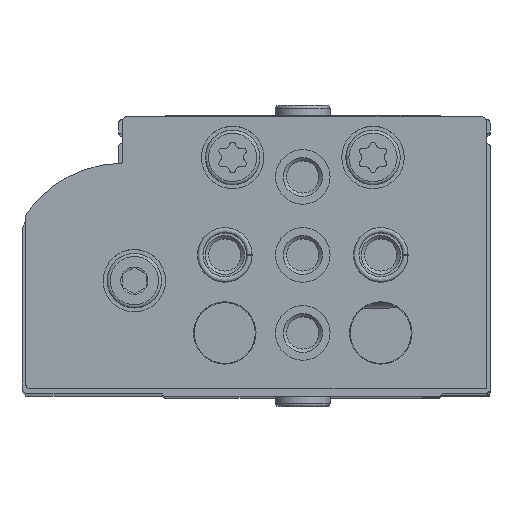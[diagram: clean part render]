
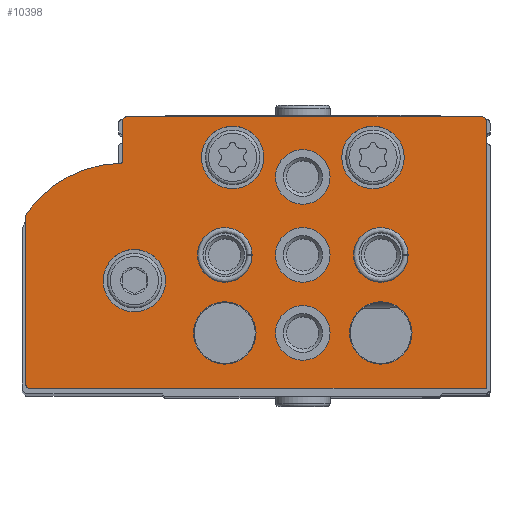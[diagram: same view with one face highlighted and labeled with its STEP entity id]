
A CAD part, top view. The second image highlights one B-rep face of the part: STEP entity #10398.
In plain terms, the highlighted face is planar.
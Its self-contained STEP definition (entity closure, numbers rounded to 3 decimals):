
#1067=LINE('',#17673,#1846);
#1069=LINE('',#17677,#1848);
#1072=LINE('',#17685,#1851);
#1077=LINE('',#17701,#1856);
#1080=LINE('',#17709,#1859);
#1846=VECTOR('',#14305,1000.);
#1848=VECTOR('',#14309,1000.);
#1851=VECTOR('',#14318,1000.);
#1856=VECTOR('',#14337,1000.);
#1859=VECTOR('',#14346,1000.);
#4002=ORIENTED_EDGE('',*,*,#5847,.T.);
#4003=ORIENTED_EDGE('',*,*,#5848,.T.);
#4004=ORIENTED_EDGE('',*,*,#5849,.T.);
#4005=ORIENTED_EDGE('',*,*,#5850,.T.);
#4006=ORIENTED_EDGE('',*,*,#5851,.T.);
#4007=ORIENTED_EDGE('',*,*,#5852,.T.);
#4008=ORIENTED_EDGE('',*,*,#5853,.T.);
#4009=ORIENTED_EDGE('',*,*,#5854,.T.);
#4010=ORIENTED_EDGE('',*,*,#5855,.T.);
#4011=ORIENTED_EDGE('',*,*,#5856,.T.);
#4012=ORIENTED_EDGE('',*,*,#5824,.F.);
#4013=ORIENTED_EDGE('',*,*,#5845,.F.);
#4014=ORIENTED_EDGE('',*,*,#5843,.F.);
#4015=ORIENTED_EDGE('',*,*,#5841,.F.);
#4016=ORIENTED_EDGE('',*,*,#5839,.T.);
#4017=ORIENTED_EDGE('',*,*,#5837,.F.);
#4018=ORIENTED_EDGE('',*,*,#5835,.F.);
#4019=ORIENTED_EDGE('',*,*,#5833,.F.);
#4020=ORIENTED_EDGE('',*,*,#5831,.F.);
#4021=ORIENTED_EDGE('',*,*,#5829,.F.);
#4022=ORIENTED_EDGE('',*,*,#5827,.F.);
#5824=EDGE_CURVE('',#6958,#6959,#7590,.T.);
#5827=EDGE_CURVE('',#6959,#6960,#1067,.T.);
#5829=EDGE_CURVE('',#6960,#6961,#1069,.T.);
#5831=EDGE_CURVE('',#6961,#6962,#7591,.T.);
#5833=EDGE_CURVE('',#6962,#6963,#1072,.T.);
#5835=EDGE_CURVE('',#6963,#6964,#7592,.T.);
#5837=EDGE_CURVE('',#6964,#6965,#7593,.T.);
#5839=EDGE_CURVE('',#6966,#6965,#7594,.T.);
#5841=EDGE_CURVE('',#6966,#6967,#1077,.T.);
#5843=EDGE_CURVE('',#6967,#6968,#7595,.T.);
#5845=EDGE_CURVE('',#6968,#6958,#1080,.T.);
#5847=EDGE_CURVE('',#6969,#6969,#7596,.T.);
#5848=EDGE_CURVE('',#6970,#6970,#7597,.T.);
#5849=EDGE_CURVE('',#6971,#6971,#7598,.T.);
#5850=EDGE_CURVE('',#6972,#6972,#7599,.T.);
#5851=EDGE_CURVE('',#6973,#6973,#7600,.T.);
#5852=EDGE_CURVE('',#6974,#6974,#7601,.T.);
#5853=EDGE_CURVE('',#6975,#6975,#7602,.T.);
#5854=EDGE_CURVE('',#6976,#6976,#7603,.T.);
#5855=EDGE_CURVE('',#6977,#6977,#7604,.T.);
#5856=EDGE_CURVE('',#6978,#6978,#7605,.T.);
#6958=VERTEX_POINT('',#17668);
#6959=VERTEX_POINT('',#17669);
#6960=VERTEX_POINT('',#17674);
#6961=VERTEX_POINT('',#17678);
#6962=VERTEX_POINT('',#17682);
#6963=VERTEX_POINT('',#17686);
#6964=VERTEX_POINT('',#17690);
#6965=VERTEX_POINT('',#17694);
#6966=VERTEX_POINT('',#17698);
#6967=VERTEX_POINT('',#17702);
#6968=VERTEX_POINT('',#17706);
#6969=VERTEX_POINT('',#17713);
#6970=VERTEX_POINT('',#17715);
#6971=VERTEX_POINT('',#17717);
#6972=VERTEX_POINT('',#17719);
#6973=VERTEX_POINT('',#17721);
#6974=VERTEX_POINT('',#17723);
#6975=VERTEX_POINT('',#17725);
#6976=VERTEX_POINT('',#17727);
#6977=VERTEX_POINT('',#17729);
#6978=VERTEX_POINT('',#17731);
#7590=CIRCLE('',#11691,0.5);
#7591=CIRCLE('',#11695,0.5);
#7592=CIRCLE('',#11698,1.);
#7593=CIRCLE('',#11700,15.);
#7594=CIRCLE('',#11702,0.3);
#7595=CIRCLE('',#11705,0.5);
#7596=CIRCLE('',#11708,4.);
#7597=CIRCLE('',#11709,4.);
#7598=CIRCLE('',#11710,4.);
#7599=CIRCLE('',#11711,3.5);
#7600=CIRCLE('',#11712,3.5);
#7601=CIRCLE('',#11713,3.5);
#7602=CIRCLE('',#11714,3.5);
#7603=CIRCLE('',#11715,3.5);
#7604=CIRCLE('',#11716,4.);
#7605=CIRCLE('',#11717,4.);
#8384=EDGE_LOOP('',(#4002));
#8385=EDGE_LOOP('',(#4003));
#8386=EDGE_LOOP('',(#4004));
#8387=EDGE_LOOP('',(#4005));
#8388=EDGE_LOOP('',(#4006));
#8389=EDGE_LOOP('',(#4007));
#8390=EDGE_LOOP('',(#4008));
#8391=EDGE_LOOP('',(#4009));
#8392=EDGE_LOOP('',(#4010));
#8393=EDGE_LOOP('',(#4011));
#8394=EDGE_LOOP('',(#4012,#4013,#4014,#4015,#4016,#4017,#4018,#4019,#4020,
#4021,#4022));
#9323=FACE_BOUND('',#8384,.T.);
#9324=FACE_BOUND('',#8385,.T.);
#9325=FACE_BOUND('',#8386,.T.);
#9326=FACE_BOUND('',#8387,.T.);
#9327=FACE_BOUND('',#8388,.T.);
#9328=FACE_BOUND('',#8389,.T.);
#9329=FACE_BOUND('',#8390,.T.);
#9330=FACE_BOUND('',#8391,.T.);
#9331=FACE_BOUND('',#8392,.T.);
#9332=FACE_BOUND('',#8393,.T.);
#9333=FACE_BOUND('',#8394,.T.);
#9893=PLANE('',#11707);
#10398=ADVANCED_FACE('',(#9323,#9324,#9325,#9326,#9327,#9328,#9329,#9330,
#9331,#9332,#9333),#9893,.F.);
#11691=AXIS2_PLACEMENT_3D('',#17667,#14299,#14300);
#11695=AXIS2_PLACEMENT_3D('',#17681,#14313,#14314);
#11698=AXIS2_PLACEMENT_3D('',#17689,#14322,#14323);
#11700=AXIS2_PLACEMENT_3D('',#17693,#14327,#14328);
#11702=AXIS2_PLACEMENT_3D('',#17697,#14332,#14333);
#11705=AXIS2_PLACEMENT_3D('',#17705,#14341,#14342);
#11707=AXIS2_PLACEMENT_3D('',#17711,#14348,#14349);
#11708=AXIS2_PLACEMENT_3D('',#17712,#14350,#14351);
#11709=AXIS2_PLACEMENT_3D('',#17714,#14352,#14353);
#11710=AXIS2_PLACEMENT_3D('',#17716,#14354,#14355);
#11711=AXIS2_PLACEMENT_3D('',#17718,#14356,#14357);
#11712=AXIS2_PLACEMENT_3D('',#17720,#14358,#14359);
#11713=AXIS2_PLACEMENT_3D('',#17722,#14360,#14361);
#11714=AXIS2_PLACEMENT_3D('',#17724,#14362,#14363);
#11715=AXIS2_PLACEMENT_3D('',#17726,#14364,#14365);
#11716=AXIS2_PLACEMENT_3D('',#17728,#14366,#14367);
#11717=AXIS2_PLACEMENT_3D('',#17730,#14368,#14369);
#14299=DIRECTION('',(0.,0.,1.));
#14300=DIRECTION('',(1.,0.,0.));
#14305=DIRECTION('',(0.,-1.,0.));
#14309=DIRECTION('',(1.,0.,0.));
#14313=DIRECTION('',(0.,0.,1.));
#14314=DIRECTION('',(1.,0.,0.));
#14318=DIRECTION('',(0.,1.,0.));
#14322=DIRECTION('',(0.,0.,1.));
#14323=DIRECTION('',(1.,0.,0.));
#14327=DIRECTION('',(0.,0.,1.));
#14328=DIRECTION('',(1.,0.,0.));
#14332=DIRECTION('',(0.,0.,1.));
#14333=DIRECTION('',(1.,0.,0.));
#14337=DIRECTION('',(0.,1.,0.));
#14341=DIRECTION('',(0.,0.,1.));
#14342=DIRECTION('',(1.,0.,0.));
#14346=DIRECTION('',(-1.,0.,0.));
#14348=DIRECTION('',(0.,0.,1.));
#14349=DIRECTION('',(1.,0.,0.));
#14350=DIRECTION('',(0.,0.,1.));
#14351=DIRECTION('',(1.,0.,0.));
#14352=DIRECTION('',(0.,0.,1.));
#14353=DIRECTION('',(1.,0.,0.));
#14354=DIRECTION('',(0.,0.,1.));
#14355=DIRECTION('',(1.,0.,0.));
#14356=DIRECTION('',(0.,0.,1.));
#14357=DIRECTION('',(1.,0.,0.));
#14358=DIRECTION('',(0.,0.,1.));
#14359=DIRECTION('',(1.,0.,0.));
#14360=DIRECTION('',(0.,0.,1.));
#14361=DIRECTION('',(1.,0.,0.));
#14362=DIRECTION('',(0.,0.,1.));
#14363=DIRECTION('',(1.,0.,0.));
#14364=DIRECTION('',(0.,0.,1.));
#14365=DIRECTION('',(1.,0.,0.));
#14366=DIRECTION('',(0.,0.,1.));
#14367=DIRECTION('',(1.,0.,0.));
#14368=DIRECTION('',(0.,0.,1.));
#14369=DIRECTION('',(1.,0.,0.));
#17667=CARTESIAN_POINT('',(0.5,34.3,0.));
#17668=CARTESIAN_POINT('',(0.5,34.8,0.));
#17669=CARTESIAN_POINT('',(0.,34.3,0.));
#17673=CARTESIAN_POINT('',(0.,34.3,0.));
#17674=CARTESIAN_POINT('',(0.,0.,0.));
#17677=CARTESIAN_POINT('',(0.,0.,0.));
#17678=CARTESIAN_POINT('',(58.5,0.,0.));
#17681=CARTESIAN_POINT('',(58.5,0.5,0.));
#17682=CARTESIAN_POINT('',(59.,0.5,0.));
#17685=CARTESIAN_POINT('',(59.,0.5,0.));
#17686=CARTESIAN_POINT('',(59.,21.976,0.));
#17689=CARTESIAN_POINT('',(58.,21.976,0.));
#17690=CARTESIAN_POINT('',(58.814,22.557,0.));
#17693=CARTESIAN_POINT('',(46.6,13.85,0.));
#17694=CARTESIAN_POINT('',(46.894,28.847,0.));
#17697=CARTESIAN_POINT('',(46.9,29.147,0.));
#17698=CARTESIAN_POINT('',(46.6,29.147,0.));
#17701=CARTESIAN_POINT('',(46.6,29.147,0.));
#17702=CARTESIAN_POINT('',(46.6,34.3,0.));
#17705=CARTESIAN_POINT('',(46.1,34.3,0.));
#17706=CARTESIAN_POINT('',(46.1,34.8,0.));
#17709=CARTESIAN_POINT('',(46.1,34.8,0.));
#17711=CARTESIAN_POINT('',(0.5,34.3,0.));
#17712=CARTESIAN_POINT('',(45.1,13.8,0.));
#17713=CARTESIAN_POINT('',(49.1,13.8,0.));
#17714=CARTESIAN_POINT('',(32.5,29.6,0.));
#17715=CARTESIAN_POINT('',(36.5,29.6,0.));
#17716=CARTESIAN_POINT('',(14.5,29.6,0.));
#17717=CARTESIAN_POINT('',(18.5,29.6,0.));
#17718=CARTESIAN_POINT('',(23.5,27.1,0.));
#17719=CARTESIAN_POINT('',(27.,27.1,0.));
#17720=CARTESIAN_POINT('',(33.5,17.1,0.));
#17721=CARTESIAN_POINT('',(37.,17.1,0.));
#17722=CARTESIAN_POINT('',(23.5,17.1,0.));
#17723=CARTESIAN_POINT('',(27.,17.1,0.));
#17724=CARTESIAN_POINT('',(13.5,17.1,0.));
#17725=CARTESIAN_POINT('',(17.,17.1,0.));
#17726=CARTESIAN_POINT('',(23.5,7.1,0.));
#17727=CARTESIAN_POINT('',(27.,7.1,0.));
#17728=CARTESIAN_POINT('',(33.5,7.1,0.));
#17729=CARTESIAN_POINT('',(37.5,7.1,0.));
#17730=CARTESIAN_POINT('',(13.5,7.1,0.));
#17731=CARTESIAN_POINT('',(17.5,7.1,0.));
